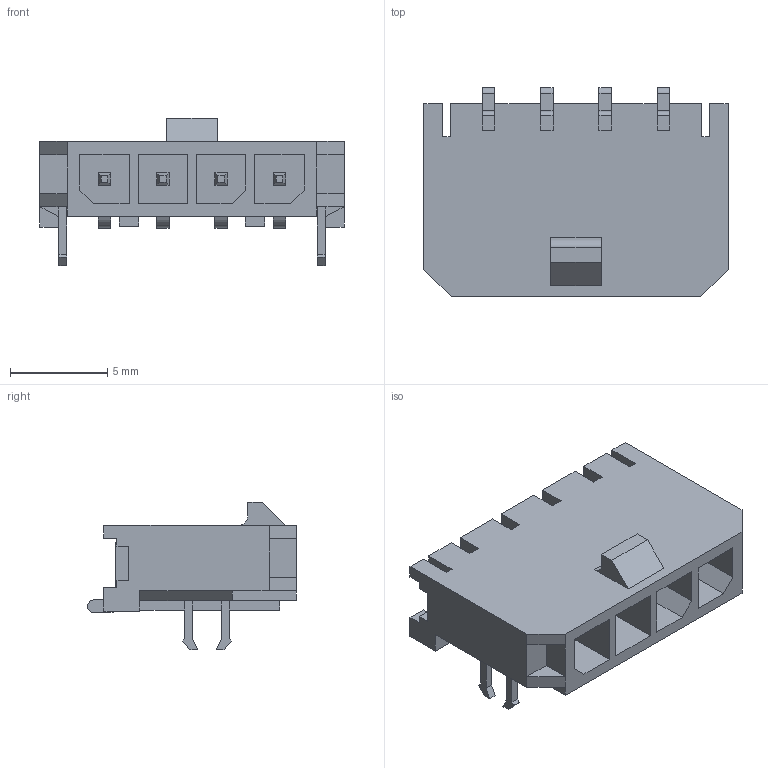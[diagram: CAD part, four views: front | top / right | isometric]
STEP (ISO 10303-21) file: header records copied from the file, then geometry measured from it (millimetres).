
FILE_DESCRIPTION(/* description */ (''),/* implementation_level */ '2;1');
FILE_NAME(/* name */ '436500409.step',/* time_stamp */ '2020-05-16T13:05:11-04:00',/* author */ (''),/* organization */ (''),/* preprocessor_version */ 'ST-DEVELOPER v18.1',/* originating_system */ 'Autodesk Translation Framework v9.3.0.1241',/* authorisation */ '');
FILE_SCHEMA (('AUTOMOTIVE_DESIGN { 1 0 10303 214 3 1 1 }'));
Length unit declared in the file: millimetre
Products named in the file (1): 436500409
Bounding box: 15.65 x 10.74 x 7.61 mm (x, y, z)
Volume: 385.5 mm3; surface area: 955.3 mm2
Topology: 2 solids, 2 shells, 298 faces, 815 edges, 518 vertices
Faces by surface type: plane 285, cylinder 13
Entity records: 9367 total; most frequent: CARTESIAN_POINT 1632, ORIENTED_EDGE 1630, DIRECTION 1455, EDGE_CURVE 815, LINE 773, VECTOR 773, VERTEX_POINT 518, AXIS2_PLACEMENT_3D 341
